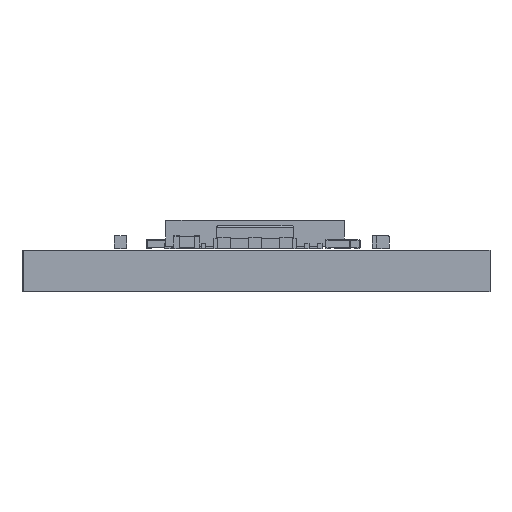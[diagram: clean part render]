
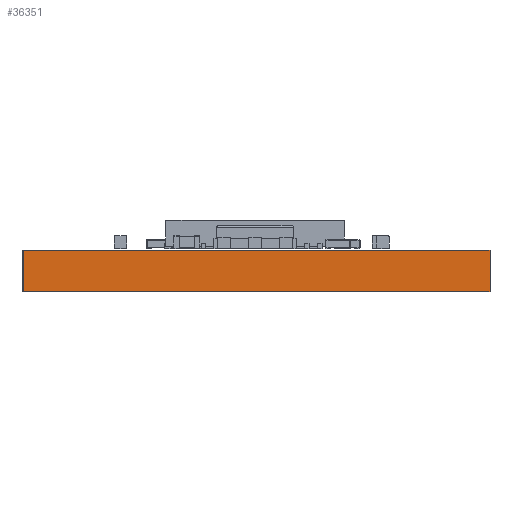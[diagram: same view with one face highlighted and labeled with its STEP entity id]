
A CAD part, front view. The second image highlights one B-rep face of the part: STEP entity #36351.
In plain terms, the highlighted planar face has unit normal (0, -1, 0).
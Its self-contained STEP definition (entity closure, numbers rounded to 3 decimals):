
#33353 = PLANE('',#33354);
#33354 = AXIS2_PLACEMENT_3D('',#33355,#33356,#33357);
#33355 = CARTESIAN_POINT('',(224.576,-107.11,1.6));
#33356 = DIRECTION('',(0.,0.,1.));
#33357 = DIRECTION('',(1.,0.,-0.));
#33407 = PLANE('',#33408);
#33408 = AXIS2_PLACEMENT_3D('',#33409,#33410,#33411);
#33409 = CARTESIAN_POINT('',(224.576,-107.11,0.));
#33410 = DIRECTION('',(0.,0.,1.));
#33411 = DIRECTION('',(1.,0.,-0.));
#33712 = VERTEX_POINT('',#33713);
#33713 = CARTESIAN_POINT('',(215.583,-124.778,0.));
#33727 = PLANE('',#33728);
#33728 = AXIS2_PLACEMENT_3D('',#33729,#33730,#33731);
#33729 = CARTESIAN_POINT('',(215.519,-124.778,0.));
#33730 = DIRECTION('',(0.,1.,0.));
#33731 = DIRECTION('',(1.,0.,0.));
#33739 = EDGE_CURVE('',#33712,#33740,#33742,.T.);
#33740 = VERTEX_POINT('',#33741);
#33741 = CARTESIAN_POINT('',(233.617,-124.778,0.));
#33742 = SURFACE_CURVE('',#33743,(#33747,#33754),.PCURVE_S1.);
#33743 = LINE('',#33744,#33745);
#33744 = CARTESIAN_POINT('',(215.583,-124.778,0.));
#33745 = VECTOR('',#33746,1.);
#33746 = DIRECTION('',(1.,0.,0.));
#33747 = PCURVE('',#33407,#33748);
#33748 = DEFINITIONAL_REPRESENTATION('',(#33749),#33753);
#33749 = LINE('',#33750,#33751);
#33750 = CARTESIAN_POINT('',(-8.993,-17.668));
#33751 = VECTOR('',#33752,1.);
#33752 = DIRECTION('',(1.,0.));
#33753 = ( GEOMETRIC_REPRESENTATION_CONTEXT(2) 
PARAMETRIC_REPRESENTATION_CONTEXT() REPRESENTATION_CONTEXT('2D SPACE',''
  ) );
#33754 = PCURVE('',#33755,#33760);
#33755 = PLANE('',#33756);
#33756 = AXIS2_PLACEMENT_3D('',#33757,#33758,#33759);
#33757 = CARTESIAN_POINT('',(215.583,-124.778,0.));
#33758 = DIRECTION('',(0.,1.,0.));
#33759 = DIRECTION('',(1.,0.,0.));
#33760 = DEFINITIONAL_REPRESENTATION('',(#33761),#33765);
#33761 = LINE('',#33762,#33763);
#33762 = CARTESIAN_POINT('',(0.,0.));
#33763 = VECTOR('',#33764,1.);
#33764 = DIRECTION('',(1.,0.));
#33765 = ( GEOMETRIC_REPRESENTATION_CONTEXT(2) 
PARAMETRIC_REPRESENTATION_CONTEXT() REPRESENTATION_CONTEXT('2D SPACE',''
  ) );
#33783 = PLANE('',#33784);
#33784 = AXIS2_PLACEMENT_3D('',#33785,#33786,#33787);
#33785 = CARTESIAN_POINT('',(233.617,-124.778,0.));
#33786 = DIRECTION('',(-1.,0.,0.));
#33787 = DIRECTION('',(0.,1.,0.));
#35146 = VERTEX_POINT('',#35147);
#35147 = CARTESIAN_POINT('',(215.583,-124.778,1.6));
#35168 = EDGE_CURVE('',#35146,#35169,#35171,.T.);
#35169 = VERTEX_POINT('',#35170);
#35170 = CARTESIAN_POINT('',(233.617,-124.778,1.6));
#35171 = SURFACE_CURVE('',#35172,(#35176,#35183),.PCURVE_S1.);
#35172 = LINE('',#35173,#35174);
#35173 = CARTESIAN_POINT('',(215.583,-124.778,1.6));
#35174 = VECTOR('',#35175,1.);
#35175 = DIRECTION('',(1.,0.,0.));
#35176 = PCURVE('',#33353,#35177);
#35177 = DEFINITIONAL_REPRESENTATION('',(#35178),#35182);
#35178 = LINE('',#35179,#35180);
#35179 = CARTESIAN_POINT('',(-8.993,-17.668));
#35180 = VECTOR('',#35181,1.);
#35181 = DIRECTION('',(1.,0.));
#35182 = ( GEOMETRIC_REPRESENTATION_CONTEXT(2) 
PARAMETRIC_REPRESENTATION_CONTEXT() REPRESENTATION_CONTEXT('2D SPACE',''
  ) );
#35183 = PCURVE('',#33755,#35184);
#35184 = DEFINITIONAL_REPRESENTATION('',(#35185),#35189);
#35185 = LINE('',#35186,#35187);
#35186 = CARTESIAN_POINT('',(0.,-1.6));
#35187 = VECTOR('',#35188,1.);
#35188 = DIRECTION('',(1.,0.));
#35189 = ( GEOMETRIC_REPRESENTATION_CONTEXT(2) 
PARAMETRIC_REPRESENTATION_CONTEXT() REPRESENTATION_CONTEXT('2D SPACE',''
  ) );
#36301 = EDGE_CURVE('',#33740,#35169,#36302,.T.);
#36302 = SURFACE_CURVE('',#36303,(#36307,#36314),.PCURVE_S1.);
#36303 = LINE('',#36304,#36305);
#36304 = CARTESIAN_POINT('',(233.617,-124.778,0.));
#36305 = VECTOR('',#36306,1.);
#36306 = DIRECTION('',(0.,0.,1.));
#36307 = PCURVE('',#33783,#36308);
#36308 = DEFINITIONAL_REPRESENTATION('',(#36309),#36313);
#36309 = LINE('',#36310,#36311);
#36310 = CARTESIAN_POINT('',(0.,0.));
#36311 = VECTOR('',#36312,1.);
#36312 = DIRECTION('',(0.,-1.));
#36313 = ( GEOMETRIC_REPRESENTATION_CONTEXT(2) 
PARAMETRIC_REPRESENTATION_CONTEXT() REPRESENTATION_CONTEXT('2D SPACE',''
  ) );
#36314 = PCURVE('',#33755,#36315);
#36315 = DEFINITIONAL_REPRESENTATION('',(#36316),#36320);
#36316 = LINE('',#36317,#36318);
#36317 = CARTESIAN_POINT('',(18.034,0.));
#36318 = VECTOR('',#36319,1.);
#36319 = DIRECTION('',(0.,-1.));
#36320 = ( GEOMETRIC_REPRESENTATION_CONTEXT(2) 
PARAMETRIC_REPRESENTATION_CONTEXT() REPRESENTATION_CONTEXT('2D SPACE',''
  ) );
#36351 = ADVANCED_FACE('',(#36352),#33755,.F.);
#36352 = FACE_BOUND('',#36353,.F.);
#36353 = EDGE_LOOP('',(#36354,#36375,#36376,#36377));
#36354 = ORIENTED_EDGE('',*,*,#36355,.T.);
#36355 = EDGE_CURVE('',#33712,#35146,#36356,.T.);
#36356 = SURFACE_CURVE('',#36357,(#36361,#36368),.PCURVE_S1.);
#36357 = LINE('',#36358,#36359);
#36358 = CARTESIAN_POINT('',(215.583,-124.778,0.));
#36359 = VECTOR('',#36360,1.);
#36360 = DIRECTION('',(0.,0.,1.));
#36361 = PCURVE('',#33755,#36362);
#36362 = DEFINITIONAL_REPRESENTATION('',(#36363),#36367);
#36363 = LINE('',#36364,#36365);
#36364 = CARTESIAN_POINT('',(0.,0.));
#36365 = VECTOR('',#36366,1.);
#36366 = DIRECTION('',(0.,-1.));
#36367 = ( GEOMETRIC_REPRESENTATION_CONTEXT(2) 
PARAMETRIC_REPRESENTATION_CONTEXT() REPRESENTATION_CONTEXT('2D SPACE',''
  ) );
#36368 = PCURVE('',#33727,#36369);
#36369 = DEFINITIONAL_REPRESENTATION('',(#36370),#36374);
#36370 = LINE('',#36371,#36372);
#36371 = CARTESIAN_POINT('',(0.064,0.));
#36372 = VECTOR('',#36373,1.);
#36373 = DIRECTION('',(0.,-1.));
#36374 = ( GEOMETRIC_REPRESENTATION_CONTEXT(2) 
PARAMETRIC_REPRESENTATION_CONTEXT() REPRESENTATION_CONTEXT('2D SPACE',''
  ) );
#36375 = ORIENTED_EDGE('',*,*,#35168,.T.);
#36376 = ORIENTED_EDGE('',*,*,#36301,.F.);
#36377 = ORIENTED_EDGE('',*,*,#33739,.F.);
